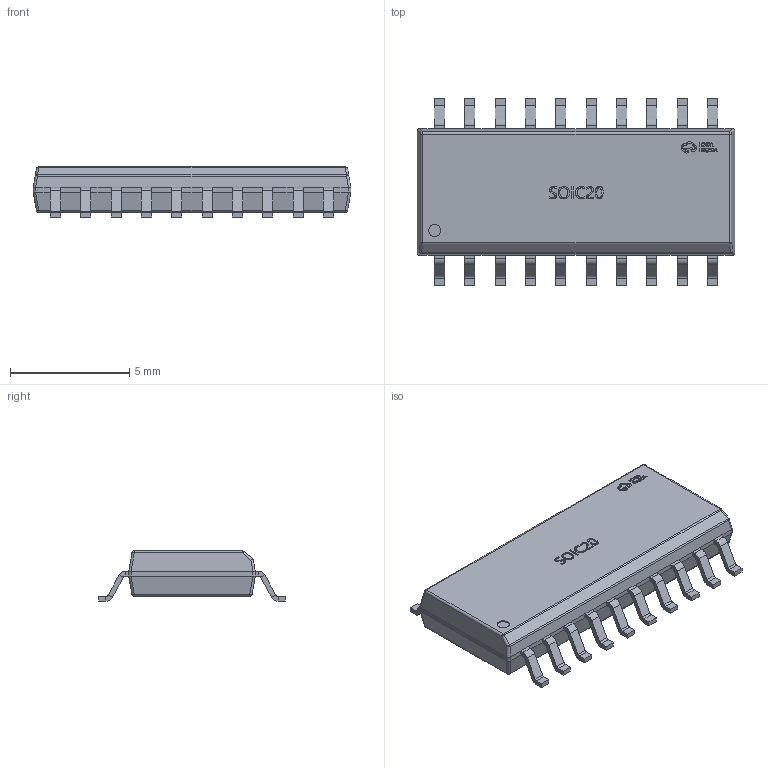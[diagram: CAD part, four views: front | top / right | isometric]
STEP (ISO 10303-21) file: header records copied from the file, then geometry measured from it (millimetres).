
FILE_DESCRIPTION (( 'STEP AP214' ), '1' );
FILE_NAME ('SOIC-20_L13.3-W5.3-H1.9-LS7.8-P1.27.step', '2022-07-26T09:12:20', ( '' ), ( '' ), 'SwSTEP 2.0', 'SolidWorks 2020', '' );
FILE_SCHEMA (( 'AUTOMOTIVE_DESIGN' ));
Length unit declared in the file: millimetre
Products named in the file (1): SOIC-20_L13.3-W5.3-H1.9-LS7.8-P1.27
Bounding box: 13.3 x 7.8 x 2.1 mm (x, y, z)
Volume: 131.5 mm3; surface area: 242.9 mm2
Topology: 14 solids, 14 shells, 846 faces, 1976 edges, 1174 vertices
Faces by surface type: plane 575, bspline 156, cylinder 105, sphere 10
Entity records: 35984 total; most frequent: CARTESIAN_POINT 9065, ORIENTED_EDGE 3952, DIRECTION 3212, EDGE_CURVE 1976, LINE 1442, VECTOR 1442, VERTEX_POINT 1174, AXIS2_PLACEMENT_3D 885
